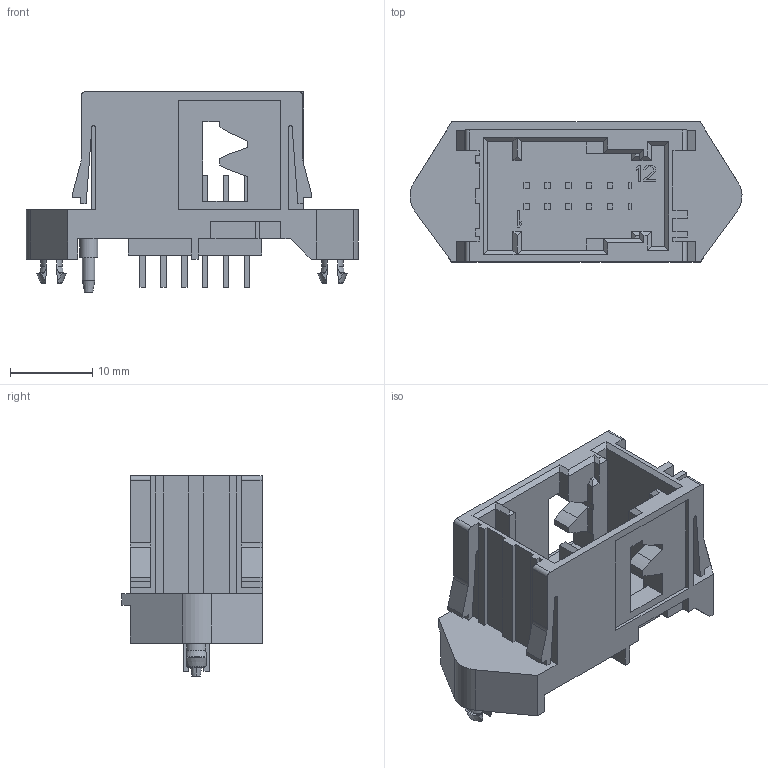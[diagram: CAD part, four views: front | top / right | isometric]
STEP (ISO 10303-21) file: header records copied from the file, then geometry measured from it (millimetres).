
FILE_DESCRIPTION((''),'2;1');
FILE_NAME('C-1379114-1','2016-09-28T',('workeradm'),('Tyco Electronics Ltd.'),'CREO PARAMETRIC BY PTC INC, 2016050','CREO PARAMETRIC BY PTC INC, 2016050','');
FILE_SCHEMA(('AUTOMOTIVE_DESIGN { 1 0 10303 214 1 1 1 1 }'));
Length unit declared in the file: millimetre
Products named in the file (1): C-1379114-1
Bounding box: 40.29 x 17 x 24.3 mm (x, y, z)
Volume: 3510.6 mm3; surface area: 5446.3 mm2
Topology: 1 solids, 1 shells, 467 faces, 1254 edges, 822 vertices
Faces by surface type: plane 407, cylinder 38, cone 14, torus 8
Entity records: 14624 total; most frequent: CARTESIAN_POINT 2781, ORIENTED_EDGE 2508, DIRECTION 2224, EDGE_CURVE 1254, VECTOR 1090, LINE 1090, VERTEX_POINT 822, AXIS2_PLACEMENT_3D 567
